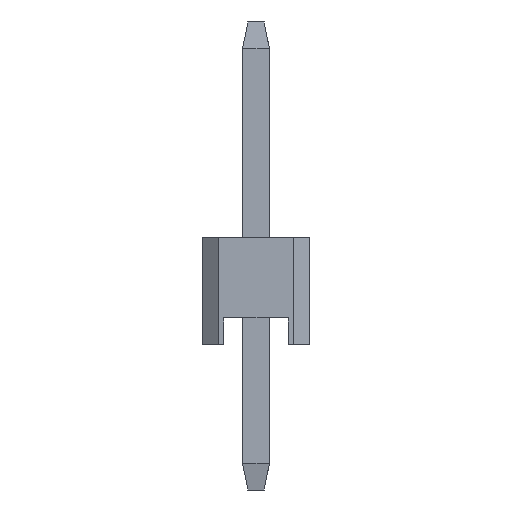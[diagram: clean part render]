
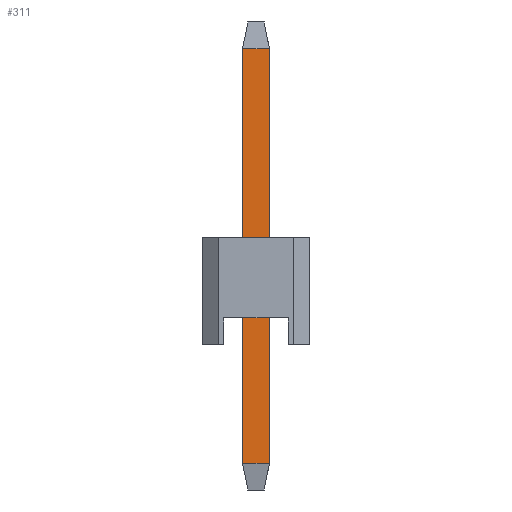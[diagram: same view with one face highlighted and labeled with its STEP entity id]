
A CAD part, left-side view. The second image highlights one B-rep face of the part: STEP entity #311.
In plain terms, the highlighted planar face has unit normal (-1, 0, 0).
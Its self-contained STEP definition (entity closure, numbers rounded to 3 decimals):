
#311=ADVANCED_FACE('',(#891),#8691,.T.);
#891=FACE_OUTER_BOUND('',#1471,.T.);
#1471=EDGE_LOOP('',(#2098,#2099,#2100,#2101));
#2098=ORIENTED_EDGE('',*,*,#4951,.F.);
#2099=ORIENTED_EDGE('',*,*,#4952,.F.);
#2100=ORIENTED_EDGE('',*,*,#4953,.F.);
#2101=ORIENTED_EDGE('',*,*,#4950,.F.);
#4950=EDGE_CURVE('',#7802,#7803,#6376,.T.);
#4951=EDGE_CURVE('',#7804,#7802,#6377,.T.);
#4952=EDGE_CURVE('',#7805,#7804,#6378,.T.);
#4953=EDGE_CURVE('',#7803,#7805,#6379,.T.);
#6376=B_SPLINE_CURVE_WITH_KNOTS('',1,(#10494,#10495),.UNSPECIFIED.,.F.,
 .F.,(2,2),(-7.7,0.),.UNSPECIFIED.);
#6377=B_SPLINE_CURVE_WITH_KNOTS('',1,(#10496,#10497),.UNSPECIFIED.,.F.,
 .F.,(2,2),(-0.5,0.),.UNSPECIFIED.);
#6378=B_SPLINE_CURVE_WITH_KNOTS('',1,(#10498,#10499),.UNSPECIFIED.,.F.,
 .F.,(2,2),(-7.7,0.),.UNSPECIFIED.);
#6379=B_SPLINE_CURVE_WITH_KNOTS('',1,(#10500,#10501),.UNSPECIFIED.,.F.,
 .F.,(2,2),(-0.5,0.),.UNSPECIFIED.);
#7802=VERTEX_POINT('',#10474);
#7803=VERTEX_POINT('',#10475);
#7804=VERTEX_POINT('',#10476);
#7805=VERTEX_POINT('',#10477);
#8691=PLANE('',#9291);
#9291=AXIS2_PLACEMENT_3D('',#10457,#9874,$);
#9874=DIRECTION('',(-1.,0.,0.));
#10457=CARTESIAN_POINT('',(-0.25,49.04,6.34));
#10474=CARTESIAN_POINT('',(-0.25,49.75,5.51));
#10475=CARTESIAN_POINT('',(-0.25,49.75,-2.19));
#10476=CARTESIAN_POINT('',(-0.25,50.25,5.51));
#10477=CARTESIAN_POINT('',(-0.25,50.25,-2.19));
#10494=CARTESIAN_POINT('',(-0.25,49.75,5.51));
#10495=CARTESIAN_POINT('',(-0.25,49.75,-2.19));
#10496=CARTESIAN_POINT('',(-0.25,50.25,5.51));
#10497=CARTESIAN_POINT('',(-0.25,49.75,5.51));
#10498=CARTESIAN_POINT('',(-0.25,50.25,-2.19));
#10499=CARTESIAN_POINT('',(-0.25,50.25,5.51));
#10500=CARTESIAN_POINT('',(-0.25,49.75,-2.19));
#10501=CARTESIAN_POINT('',(-0.25,50.25,-2.19));
